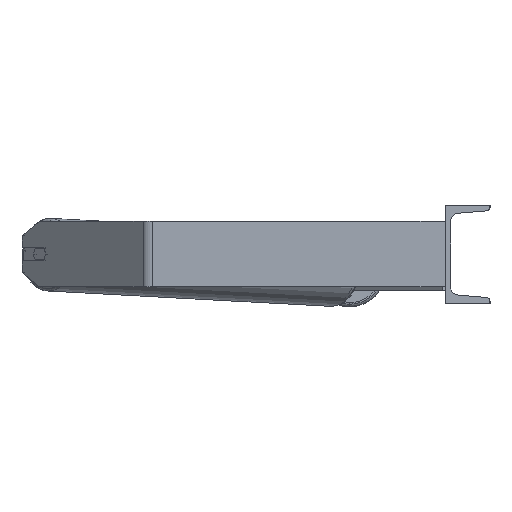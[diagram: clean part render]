
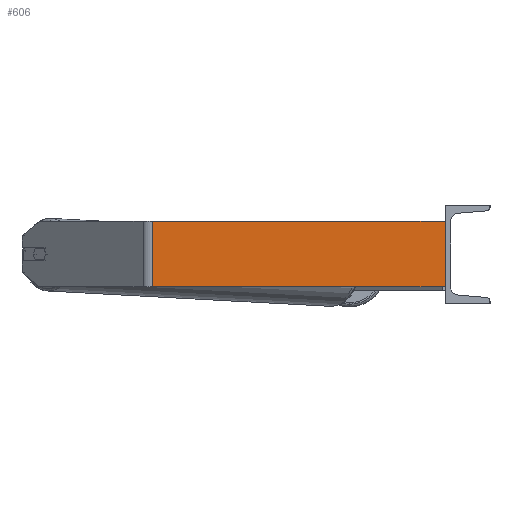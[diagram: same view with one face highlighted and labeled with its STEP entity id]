
A CAD part, left-side view. The second image highlights one B-rep face of the part: STEP entity #606.
In plain terms, the highlighted planar face has unit normal (-1, 0, 0).
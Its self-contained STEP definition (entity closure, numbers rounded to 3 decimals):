
#239 = FACE_OUTER_BOUND ( 'NONE', #8526, .T. ) ;
#606 = ADVANCED_FACE ( 'NONE', ( #239 ), #8649, .F. ) ;
#608 = DIRECTION ( 'NONE',  ( 0., -1., 0. ) ) ;
#802 = ORIENTED_EDGE ( 'NONE', *, *, #5330, .F. ) ;
#1004 = EDGE_CURVE ( 'NONE', #5509, #5245, #3374, .T. ) ;
#1655 = VECTOR ( 'NONE', #608, 1000. ) ;
#1874 = EDGE_CURVE ( 'NONE', #3600, #8048, #6836, .T. ) ;
#1949 = LINE ( 'NONE', #7429, #5090 ) ;
#2108 = CARTESIAN_POINT ( 'NONE',  ( -785., 364.947, 40. ) ) ;
#2555 = CARTESIAN_POINT ( 'NONE',  ( -785., 364.947, 40. ) ) ;
#2745 = CARTESIAN_POINT ( 'NONE',  ( -785., 358.32, 40. ) ) ;
#2790 = EDGE_CURVE ( 'NONE', #8048, #5245, #1949, .T. ) ;
#3374 = LINE ( 'NONE', #6077, #8240 ) ;
#3484 = ORIENTED_EDGE ( 'NONE', *, *, #2790, .T. ) ;
#3583 = CARTESIAN_POINT ( 'NONE',  ( -785., 358.32, -40. ) ) ;
#3600 = VERTEX_POINT ( 'NONE', #2745 ) ;
#3938 = CARTESIAN_POINT ( 'NONE',  ( -785., 358.32, 40. ) ) ;
#4201 = LINE ( 'NONE', #2108, #1655 ) ;
#4289 = ORIENTED_EDGE ( 'NONE', *, *, #1004, .F. ) ;
#5090 = VECTOR ( 'NONE', #5345, 1000. ) ;
#5176 = CARTESIAN_POINT ( 'NONE',  ( -785., 0., 40. ) ) ;
#5245 = VERTEX_POINT ( 'NONE', #6788 ) ;
#5318 = DIRECTION ( 'NONE',  ( 0., 1., 0. ) ) ;
#5330 = EDGE_CURVE ( 'NONE', #3600, #5509, #4201, .T. ) ;
#5333 = DIRECTION ( 'NONE',  ( 0., 0., -1. ) ) ;
#5345 = DIRECTION ( 'NONE',  ( 0., -1., 0. ) ) ;
#5509 = VERTEX_POINT ( 'NONE', #5176 ) ;
#5730 = ORIENTED_EDGE ( 'NONE', *, *, #1874, .T. ) ;
#6077 = CARTESIAN_POINT ( 'NONE',  ( -785., 0., 40. ) ) ;
#6788 = CARTESIAN_POINT ( 'NONE',  ( -785., 0., -40. ) ) ;
#6836 = LINE ( 'NONE', #3938, #8703 ) ;
#7429 = CARTESIAN_POINT ( 'NONE',  ( -785., 364.947, -40. ) ) ;
#7823 = DIRECTION ( 'NONE',  ( 1., 0., 0. ) ) ;
#8048 = VERTEX_POINT ( 'NONE', #3583 ) ;
#8240 = VECTOR ( 'NONE', #8990, 1000. ) ;
#8526 = EDGE_LOOP ( 'NONE', ( #3484, #4289, #802, #5730 ) ) ;
#8641 = AXIS2_PLACEMENT_3D ( 'NONE', #2555, #7823, #5318 ) ;
#8649 = PLANE ( 'NONE',  #8641 ) ;
#8703 = VECTOR ( 'NONE', #5333, 1000. ) ;
#8990 = DIRECTION ( 'NONE',  ( 0., 0., -1. ) ) ;
